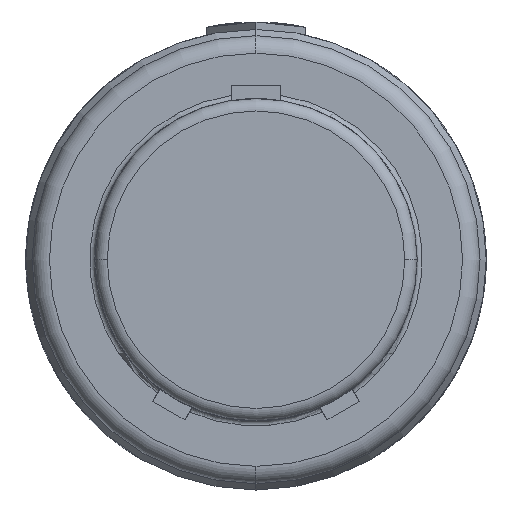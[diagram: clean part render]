
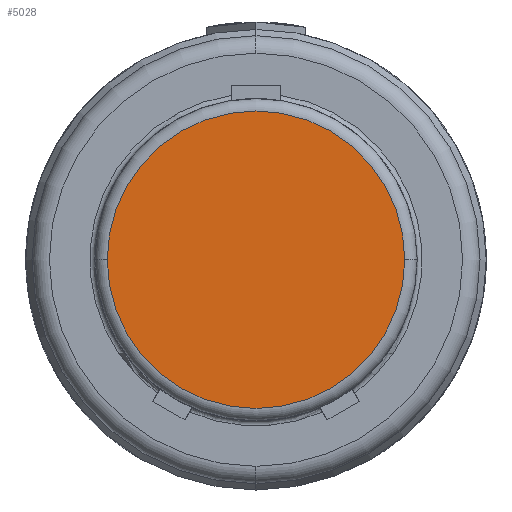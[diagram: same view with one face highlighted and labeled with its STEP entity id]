
A CAD part, left-side view. The second image highlights one B-rep face of the part: STEP entity #5028.
In plain terms, the highlighted face is planar.
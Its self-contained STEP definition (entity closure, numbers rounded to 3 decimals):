
#450=CARTESIAN_POINT('',(0.,15.,0.));
#451=DIRECTION('',(0.,1.,0.));
#452=DIRECTION('',(0.,0.,1.));
#453=AXIS2_PLACEMENT_3D('',#450,#451,#452);
#458=CARTESIAN_POINT('',(0.,15.,0.));
#459=DIRECTION('',(0.,1.,0.));
#460=DIRECTION('',(0.,0.,-1.));
#461=AXIS2_PLACEMENT_3D('',#458,#459,#460);
#4712=CARTESIAN_POINT('',(0.,15.,5.975));
#4713=CARTESIAN_POINT('',(0.,15.,-5.975));
#4714=VERTEX_POINT('',#4712);
#4715=VERTEX_POINT('',#4713);
#5018=CARTESIAN_POINT('',(0.,15.,0.));
#5019=DIRECTION('',(0.,1.,0.));
#5020=DIRECTION('',(0.,0.,-1.));
#5021=AXIS2_PLACEMENT_3D('',#5018,#5019,#5020);
#5022=PLANE('',#5021);
#5024=ORIENTED_EDGE('',*,*,#5023,.F.);
#5025=ORIENTED_EDGE('',*,*,#5008,.F.);
#5026=EDGE_LOOP('',(#5024,#5025));
#5027=FACE_OUTER_BOUND('',#5026,.F.);
#454=CIRCLE('',#453,5.975);
#462=CIRCLE('',#461,5.975);
#5008=EDGE_CURVE('',#4715,#4714,#462,.T.);
#5023=EDGE_CURVE('',#4714,#4715,#454,.T.);
#5028=ADVANCED_FACE('',(#5027),#5022,.T.);
